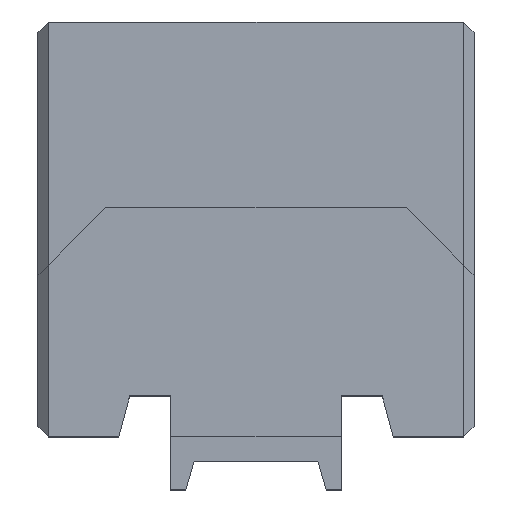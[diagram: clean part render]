
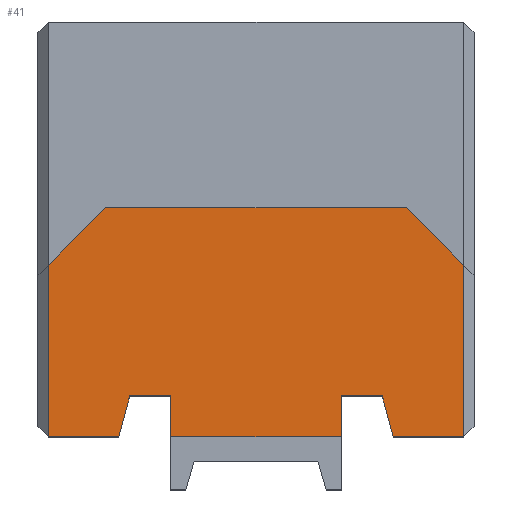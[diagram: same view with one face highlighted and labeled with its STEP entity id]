
A CAD part, top view. The second image highlights one B-rep face of the part: STEP entity #41.
In plain terms, the highlighted planar face has unit normal (0, 0, 1).
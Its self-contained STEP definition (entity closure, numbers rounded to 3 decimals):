
#9 = ORIENTED_EDGE ( 'NONE', *, *, #459, .T. ) ;
#41 = ADVANCED_FACE ( 'NONE', ( #987 ), #1090, .F. ) ;
#58 = LINE ( 'NONE', #560, #858 ) ;
#78 = VECTOR ( 'NONE', #168, 1000. ) ;
#82 = LINE ( 'NONE', #156, #471 ) ;
#91 = DIRECTION ( 'NONE',  ( 0.259, 0.966, 0. ) ) ;
#105 = DIRECTION ( 'NONE',  ( 0., -1., 0. ) ) ;
#107 = CARTESIAN_POINT ( 'NONE',  ( -29., 6.476, 27. ) ) ;
#110 = VERTEX_POINT ( 'NONE', #609 ) ;
#115 = VECTOR ( 'NONE', #1201, 1000. ) ;
#128 = ORIENTED_EDGE ( 'NONE', *, *, #821, .T. ) ;
#138 = EDGE_CURVE ( 'NONE', #454, #452, #82, .T. ) ;
#156 = CARTESIAN_POINT ( 'NONE',  ( 30.5, 6.476, 27. ) ) ;
#168 = DIRECTION ( 'NONE',  ( 0., 1., 0. ) ) ;
#187 = ORIENTED_EDGE ( 'NONE', *, *, #855, .F. ) ;
#191 = CARTESIAN_POINT ( 'NONE',  ( -29., 6.476, 27. ) ) ;
#194 = ORIENTED_EDGE ( 'NONE', *, *, #595, .T. ) ;
#195 = DIRECTION ( 'NONE',  ( 0., -1., 0. ) ) ;
#198 = DIRECTION ( 'NONE',  ( 1., 0., 0. ) ) ;
#199 = CARTESIAN_POINT ( 'NONE',  ( 29., 30.476, 27. ) ) ;
#217 = EDGE_CURVE ( 'NONE', #707, #875, #961, .T. ) ;
#227 = VECTOR ( 'NONE', #892, 1000. ) ;
#248 = EDGE_CURVE ( 'NONE', #581, #846, #395, .T. ) ;
#262 = VERTEX_POINT ( 'NONE', #451 ) ;
#289 = CARTESIAN_POINT ( 'NONE',  ( 21., 38.476, 27. ) ) ;
#295 = VECTOR ( 'NONE', #91, 1000. ) ;
#305 = LINE ( 'NONE', #665, #986 ) ;
#307 = LINE ( 'NONE', #1103, #377 ) ;
#311 = ORIENTED_EDGE ( 'NONE', *, *, #786, .T. ) ;
#316 = LINE ( 'NONE', #107, #496 ) ;
#343 = EDGE_CURVE ( 'NONE', #846, #454, #307, .T. ) ;
#345 = VERTEX_POINT ( 'NONE', #191 ) ;
#346 = CARTESIAN_POINT ( 'NONE',  ( 30.5, 6.476, 27. ) ) ;
#349 = DIRECTION ( 'NONE',  ( 1., 0., 0. ) ) ;
#350 = CARTESIAN_POINT ( 'NONE',  ( -11.9, 12.176, 27. ) ) ;
#359 = ORIENTED_EDGE ( 'NONE', *, *, #217, .T. ) ;
#362 = DIRECTION ( 'NONE',  ( 0.707, -0.707, 0. ) ) ;
#373 = CARTESIAN_POINT ( 'NONE',  ( 21., 38.476, 27. ) ) ;
#377 = VECTOR ( 'NONE', #455, 1000. ) ;
#395 = LINE ( 'NONE', #1020, #115 ) ;
#397 = EDGE_CURVE ( 'NONE', #110, #1167, #1140, .T. ) ;
#417 = ORIENTED_EDGE ( 'NONE', *, *, #397, .F. ) ;
#451 = CARTESIAN_POINT ( 'NONE',  ( -19.177, 6.476, 27. ) ) ;
#452 = VERTEX_POINT ( 'NONE', #813 ) ;
#454 = VERTEX_POINT ( 'NONE', #908 ) ;
#455 = DIRECTION ( 'NONE',  ( 0.259, -0.966, 0. ) ) ;
#458 = CARTESIAN_POINT ( 'NONE',  ( -21., 38.476, 27. ) ) ;
#459 = EDGE_CURVE ( 'NONE', #695, #581, #887, .T. ) ;
#471 = VECTOR ( 'NONE', #349, 1000. ) ;
#491 = CARTESIAN_POINT ( 'NONE',  ( 11.9, 6.476, 27. ) ) ;
#495 = VECTOR ( 'NONE', #1206, 1000. ) ;
#496 = VECTOR ( 'NONE', #105, 1000. ) ;
#527 = DIRECTION ( 'NONE',  ( 0., 0., -1. ) ) ;
#538 = AXIS2_PLACEMENT_3D ( 'NONE', #346, #527, #806 ) ;
#560 = CARTESIAN_POINT ( 'NONE',  ( -11.9, 12.176, 27. ) ) ;
#569 = LINE ( 'NONE', #1218, #295 ) ;
#573 = ORIENTED_EDGE ( 'NONE', *, *, #1073, .T. ) ;
#575 = CARTESIAN_POINT ( 'NONE',  ( -17.65, 12.176, 27. ) ) ;
#581 = VERTEX_POINT ( 'NONE', #931 ) ;
#589 = VECTOR ( 'NONE', #1209, 1000. ) ;
#591 = LINE ( 'NONE', #1159, #951 ) ;
#595 = EDGE_CURVE ( 'NONE', #262, #707, #569, .T. ) ;
#603 = VECTOR ( 'NONE', #997, 1000. ) ;
#609 = CARTESIAN_POINT ( 'NONE',  ( -29., 30.476, 27. ) ) ;
#610 = CARTESIAN_POINT ( 'NONE',  ( 17.65, 12.176, 27. ) ) ;
#613 = LINE ( 'NONE', #289, #589 ) ;
#665 = CARTESIAN_POINT ( 'NONE',  ( 30.5, 6.476, 27. ) ) ;
#674 = CARTESIAN_POINT ( 'NONE',  ( -11.9, 6.476, 27. ) ) ;
#683 = VERTEX_POINT ( 'NONE', #674 ) ;
#695 = VERTEX_POINT ( 'NONE', #491 ) ;
#707 = VERTEX_POINT ( 'NONE', #575 ) ;
#714 = EDGE_CURVE ( 'NONE', #110, #345, #316, .T. ) ;
#715 = CARTESIAN_POINT ( 'NONE',  ( 11.9, -0.924, 27. ) ) ;
#730 = CARTESIAN_POINT ( 'NONE',  ( -17.65, 12.176, 27. ) ) ;
#762 = ORIENTED_EDGE ( 'NONE', *, *, #1005, .T. ) ;
#779 = VERTEX_POINT ( 'NONE', #199 ) ;
#786 = EDGE_CURVE ( 'NONE', #345, #262, #591, .T. ) ;
#788 = ORIENTED_EDGE ( 'NONE', *, *, #1035, .F. ) ;
#797 = CARTESIAN_POINT ( 'NONE',  ( 29., 6.476, 27. ) ) ;
#803 = ORIENTED_EDGE ( 'NONE', *, *, #248, .T. ) ;
#806 = DIRECTION ( 'NONE',  ( -1., 0., 0. ) ) ;
#811 = CARTESIAN_POINT ( 'NONE',  ( 30.5, 28.976, 27. ) ) ;
#813 = CARTESIAN_POINT ( 'NONE',  ( 29., 6.476, 27. ) ) ;
#821 = EDGE_CURVE ( 'NONE', #452, #779, #1040, .T. ) ;
#846 = VERTEX_POINT ( 'NONE', #610 ) ;
#849 = ORIENTED_EDGE ( 'NONE', *, *, #714, .T. ) ;
#855 = EDGE_CURVE ( 'NONE', #1059, #779, #989, .T. ) ;
#858 = VECTOR ( 'NONE', #195, 1000. ) ;
#875 = VERTEX_POINT ( 'NONE', #350 ) ;
#884 = VECTOR ( 'NONE', #362, 1000. ) ;
#887 = LINE ( 'NONE', #715, #78 ) ;
#892 = DIRECTION ( 'NONE',  ( 0., 1., 0. ) ) ;
#908 = CARTESIAN_POINT ( 'NONE',  ( 19.177, 6.476, 27. ) ) ;
#931 = CARTESIAN_POINT ( 'NONE',  ( 11.9, 12.176, 27. ) ) ;
#951 = VECTOR ( 'NONE', #981, 1000. ) ;
#961 = LINE ( 'NONE', #730, #495 ) ;
#978 = EDGE_LOOP ( 'NONE', ( #1093, #128, #187, #788, #417, #849, #311, #194, #359, #762, #573, #9, #803, #1213 ) ) ;
#981 = DIRECTION ( 'NONE',  ( 1., 0., 0. ) ) ;
#986 = VECTOR ( 'NONE', #198, 1000. ) ;
#987 = FACE_OUTER_BOUND ( 'NONE', #978, .T. ) ;
#989 = LINE ( 'NONE', #811, #884 ) ;
#997 = DIRECTION ( 'NONE',  ( 0.707, 0.707, 0. ) ) ;
#998 = CARTESIAN_POINT ( 'NONE',  ( -21., 38.476, 27. ) ) ;
#1005 = EDGE_CURVE ( 'NONE', #875, #683, #58, .T. ) ;
#1020 = CARTESIAN_POINT ( 'NONE',  ( 11.9, 12.176, 27. ) ) ;
#1035 = EDGE_CURVE ( 'NONE', #1167, #1059, #613, .T. ) ;
#1040 = LINE ( 'NONE', #797, #227 ) ;
#1059 = VERTEX_POINT ( 'NONE', #373 ) ;
#1073 = EDGE_CURVE ( 'NONE', #683, #695, #305, .T. ) ;
#1090 = PLANE ( 'NONE',  #538 ) ;
#1093 = ORIENTED_EDGE ( 'NONE', *, *, #138, .T. ) ;
#1103 = CARTESIAN_POINT ( 'NONE',  ( 17.65, 12.176, 27. ) ) ;
#1140 = LINE ( 'NONE', #998, #603 ) ;
#1159 = CARTESIAN_POINT ( 'NONE',  ( -19.177, 6.476, 27. ) ) ;
#1167 = VERTEX_POINT ( 'NONE', #458 ) ;
#1201 = DIRECTION ( 'NONE',  ( 1., 0., 0. ) ) ;
#1206 = DIRECTION ( 'NONE',  ( 1., 0., 0. ) ) ;
#1209 = DIRECTION ( 'NONE',  ( 1., 0., 0. ) ) ;
#1213 = ORIENTED_EDGE ( 'NONE', *, *, #343, .T. ) ;
#1218 = CARTESIAN_POINT ( 'NONE',  ( -19.177, 6.476, 27. ) ) ;
